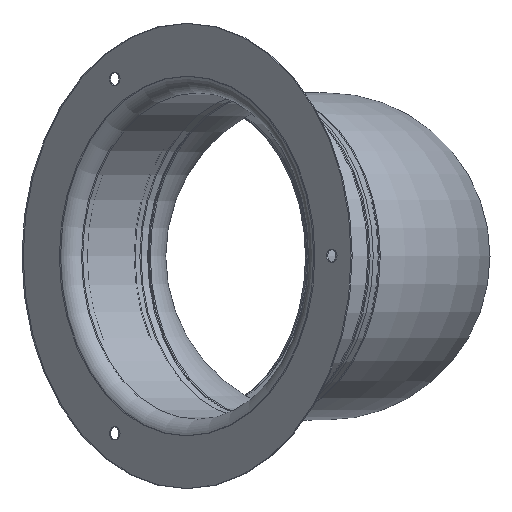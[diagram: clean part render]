
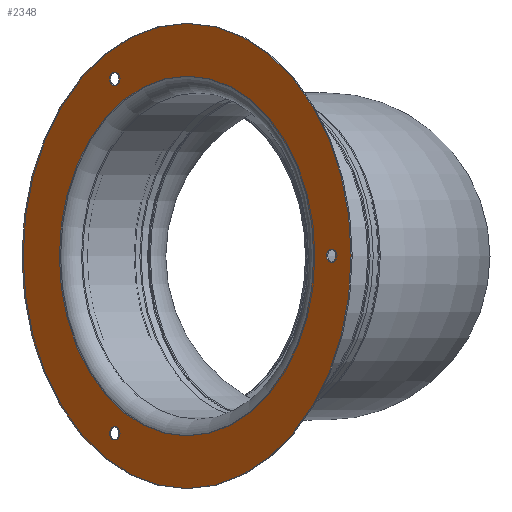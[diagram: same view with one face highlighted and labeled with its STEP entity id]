
A CAD part, top view. The second image highlights one B-rep face of the part: STEP entity #2348.
In plain terms, the highlighted face is planar.
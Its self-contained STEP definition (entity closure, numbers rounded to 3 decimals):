
#2135=CARTESIAN_POINT('',(-51.694,0.,-31.));
#2136=VERTEX_POINT('',#2135);
#2137=CARTESIAN_POINT('',(-53.694,0.,-31.));
#2138=DIRECTION('',(0.0,1.0,0.0));
#2139=DIRECTION('',(-1.0,0.0,0.0));
#2140=AXIS2_PLACEMENT_3D('',#2137,#2138,#2139);
#2141=CIRCLE('',#2140,2.0);
#2142=EDGE_CURVE('',#2136,#2136,#2141,.T.);
#2163=CARTESIAN_POINT('',(2.,0.,62.));
#2164=VERTEX_POINT('',#2163);
#2165=CARTESIAN_POINT('',(0.,0.,62.));
#2166=DIRECTION('',(0.0,1.0,0.0));
#2167=DIRECTION('',(-1.0,0.0,0.0));
#2168=AXIS2_PLACEMENT_3D('',#2165,#2166,#2167);
#2169=CIRCLE('',#2168,2.0);
#2170=EDGE_CURVE('',#2164,#2164,#2169,.T.);
#2191=CARTESIAN_POINT('',(55.694,0.,-31.));
#2192=VERTEX_POINT('',#2191);
#2193=CARTESIAN_POINT('',(53.694,0.,-31.));
#2194=DIRECTION('',(0.0,1.0,0.0));
#2195=DIRECTION('',(-1.0,0.0,0.0));
#2196=AXIS2_PLACEMENT_3D('',#2193,#2194,#2195);
#2197=CIRCLE('',#2196,2.0);
#2198=EDGE_CURVE('',#2192,#2192,#2197,.T.);
#2305=CARTESIAN_POINT('',(70.5,0.0,0.0));
#2306=VERTEX_POINT('',#2305);
#2307=CARTESIAN_POINT('',(0.,0.,0.0));
#2308=DIRECTION('',(0.0,-1.0,0.0));
#2309=DIRECTION('',(1.0,0.0,0.0));
#2310=AXIS2_PLACEMENT_3D('',#2307,#2308,#2309);
#2311=CIRCLE('',#2310,70.5);
#2312=EDGE_CURVE('',#2306,#2306,#2311,.T.);
#2320=CARTESIAN_POINT('',(62.5,0.,0.0));
#2321=DIRECTION('',(0.0,-1.0,0.0));
#2322=DIRECTION('',(0.0,0.0,-1.0));
#2323=AXIS2_PLACEMENT_3D('',#2320,#2321,#2322);
#2324=PLANE('',#2323);
#2325=ORIENTED_EDGE('',*,*,#2312,.T.);
#2326=EDGE_LOOP('',(#2325));
#2327=FACE_OUTER_BOUND('',#2326,.T.);
#2328=ORIENTED_EDGE('',*,*,#2142,.T.);
#2329=EDGE_LOOP('',(#2328));
#2330=FACE_BOUND('',#2329,.T.);
#2331=ORIENTED_EDGE('',*,*,#2170,.T.);
#2332=EDGE_LOOP('',(#2331));
#2333=FACE_BOUND('',#2332,.T.);
#2334=ORIENTED_EDGE('',*,*,#2198,.T.);
#2335=EDGE_LOOP('',(#2334));
#2336=FACE_BOUND('',#2335,.T.);
#2337=CARTESIAN_POINT('',(54.5,0.,0.0));
#2338=VERTEX_POINT('',#2337);
#2339=CARTESIAN_POINT('',(0.,0.,0.0));
#2340=DIRECTION('',(0.0,-1.0,0.0));
#2341=DIRECTION('',(1.0,0.0,0.0));
#2342=AXIS2_PLACEMENT_3D('',#2339,#2340,#2341);
#2343=CIRCLE('',#2342,54.5);
#2344=EDGE_CURVE('',#2338,#2338,#2343,.T.);
#2345=ORIENTED_EDGE('',*,*,#2344,.F.);
#2346=EDGE_LOOP('',(#2345));
#2347=FACE_BOUND('',#2346,.T.);
#2348=ADVANCED_FACE('',(#2327,#2330,#2333,#2336,#2347),#2324,.T.);
